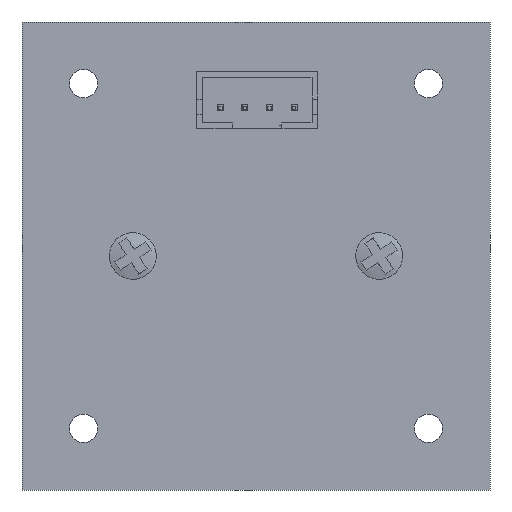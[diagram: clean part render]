
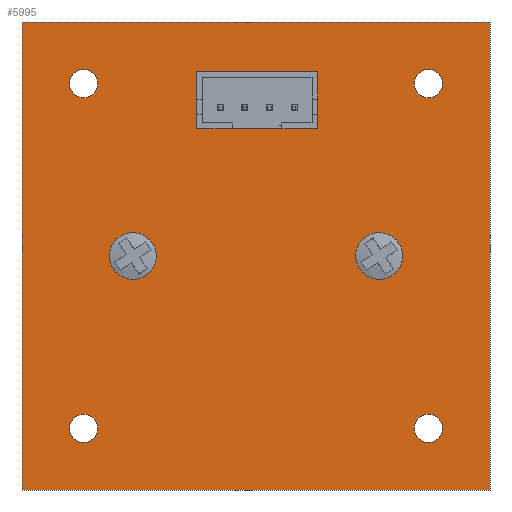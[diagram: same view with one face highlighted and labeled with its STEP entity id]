
A CAD part, front view. The second image highlights one B-rep face of the part: STEP entity #5995.
In plain terms, the highlighted planar face has unit normal (0, -1, 0).
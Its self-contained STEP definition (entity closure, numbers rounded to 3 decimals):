
#83=FACE_BOUND('',#893,.T.);
#84=FACE_BOUND('',#894,.T.);
#85=FACE_BOUND('',#895,.T.);
#86=FACE_BOUND('',#896,.T.);
#87=FACE_BOUND('',#897,.T.);
#88=FACE_BOUND('',#898,.T.);
#111=PLANE('',#6420);
#521=FACE_OUTER_BOUND('',#892,.T.);
#892=EDGE_LOOP('',(#4330,#4331,#4332,#4333));
#893=EDGE_LOOP('',(#4334));
#894=EDGE_LOOP('',(#4335));
#895=EDGE_LOOP('',(#4336));
#896=EDGE_LOOP('',(#4337));
#897=EDGE_LOOP('',(#4338));
#898=EDGE_LOOP('',(#4339));
#1293=LINE('',#9627,#1992);
#1294=LINE('',#9629,#1993);
#1295=LINE('',#9631,#1994);
#1296=LINE('',#9632,#1995);
#1992=VECTOR('',#6955,1000.);
#1993=VECTOR('',#6956,1000.);
#1994=VECTOR('',#6957,1000.);
#1995=VECTOR('',#6958,1000.);
#2671=CIRCLE('',#6380,1.15);
#2673=CIRCLE('',#6383,1.15);
#2675=CIRCLE('',#6386,1.15);
#2677=CIRCLE('',#6389,1.15);
#2688=CIRCLE('',#6406,1.);
#2690=CIRCLE('',#6409,1.);
#2792=VERTEX_POINT('',#8487);
#2794=VERTEX_POINT('',#8493);
#2796=VERTEX_POINT('',#8499);
#2798=VERTEX_POINT('',#8505);
#2820=VERTEX_POINT('',#9573);
#2822=VERTEX_POINT('',#9579);
#2843=VERTEX_POINT('',#9625);
#2844=VERTEX_POINT('',#9626);
#2845=VERTEX_POINT('',#9628);
#2846=VERTEX_POINT('',#9630);
#3365=EDGE_CURVE('',#2792,#2792,#2671,.T.);
#3368=EDGE_CURVE('',#2794,#2794,#2673,.T.);
#3371=EDGE_CURVE('',#2796,#2796,#2675,.T.);
#3374=EDGE_CURVE('',#2798,#2798,#2677,.T.);
#3403=EDGE_CURVE('',#2820,#2820,#2688,.T.);
#3406=EDGE_CURVE('',#2822,#2822,#2690,.T.);
#3427=EDGE_CURVE('',#2843,#2844,#1293,.T.);
#3428=EDGE_CURVE('',#2845,#2843,#1294,.T.);
#3429=EDGE_CURVE('',#2846,#2845,#1295,.T.);
#3430=EDGE_CURVE('',#2844,#2846,#1296,.T.);
#4330=ORIENTED_EDGE('',*,*,#3427,.F.);
#4331=ORIENTED_EDGE('',*,*,#3428,.F.);
#4332=ORIENTED_EDGE('',*,*,#3429,.F.);
#4333=ORIENTED_EDGE('',*,*,#3430,.F.);
#4334=ORIENTED_EDGE('',*,*,#3365,.T.);
#4335=ORIENTED_EDGE('',*,*,#3368,.T.);
#4336=ORIENTED_EDGE('',*,*,#3371,.T.);
#4337=ORIENTED_EDGE('',*,*,#3374,.T.);
#4338=ORIENTED_EDGE('',*,*,#3406,.T.);
#4339=ORIENTED_EDGE('',*,*,#3403,.T.);
#5995=ADVANCED_FACE('',(#521,#83,#84,#85,#86,#87,#88),#111,.F.);
#6380=AXIS2_PLACEMENT_3D('',#8489,#6853,#6854);
#6383=AXIS2_PLACEMENT_3D('',#8495,#6860,#6861);
#6386=AXIS2_PLACEMENT_3D('',#8501,#6867,#6868);
#6389=AXIS2_PLACEMENT_3D('',#8507,#6874,#6875);
#6406=AXIS2_PLACEMENT_3D('',#9575,#6912,#6913);
#6409=AXIS2_PLACEMENT_3D('',#9581,#6919,#6920);
#6420=AXIS2_PLACEMENT_3D('',#9624,#6953,#6954);
#6853=DIRECTION('center_axis',(0.,1.,0.));
#6854=DIRECTION('ref_axis',(-1.,0.,0.));
#6860=DIRECTION('center_axis',(0.,1.,0.));
#6861=DIRECTION('ref_axis',(-1.,0.,0.));
#6867=DIRECTION('center_axis',(0.,1.,0.));
#6868=DIRECTION('ref_axis',(-1.,0.,0.));
#6874=DIRECTION('center_axis',(0.,1.,0.));
#6875=DIRECTION('ref_axis',(-1.,0.,0.));
#6912=DIRECTION('center_axis',(0.,1.,0.));
#6913=DIRECTION('ref_axis',(0.,0.,-1.));
#6919=DIRECTION('center_axis',(0.,1.,0.));
#6920=DIRECTION('ref_axis',(0.,0.,1.));
#6953=DIRECTION('center_axis',(0.,1.,0.));
#6954=DIRECTION('ref_axis',(0.,0.,1.));
#6955=DIRECTION('',(0.,0.,-1.));
#6956=DIRECTION('',(1.,0.,0.));
#6957=DIRECTION('',(0.,0.,1.));
#6958=DIRECTION('',(-1.,0.,0.));
#8487=CARTESIAN_POINT('',(-12.85,-0.75,14.));
#8489=CARTESIAN_POINT('Origin',(-14.,-0.75,14.));
#8493=CARTESIAN_POINT('',(-12.85,-0.75,-14.));
#8495=CARTESIAN_POINT('Origin',(-14.,-0.75,-14.));
#8499=CARTESIAN_POINT('',(15.15,-0.75,14.));
#8501=CARTESIAN_POINT('Origin',(14.,-0.75,14.));
#8505=CARTESIAN_POINT('',(15.15,-0.75,-14.));
#8507=CARTESIAN_POINT('Origin',(14.,-0.75,-14.));
#9573=CARTESIAN_POINT('',(10.,-0.75,1.));
#9575=CARTESIAN_POINT('Origin',(10.,-0.75,0.));
#9579=CARTESIAN_POINT('',(-10.,-0.75,1.));
#9581=CARTESIAN_POINT('Origin',(-10.,-0.75,0.));
#9624=CARTESIAN_POINT('Origin',(0.,-0.75,0.));
#9625=CARTESIAN_POINT('',(19.,-0.75,19.));
#9626=CARTESIAN_POINT('',(19.,-0.75,-19.));
#9627=CARTESIAN_POINT('',(19.,-0.75,-19.));
#9628=CARTESIAN_POINT('',(-19.,-0.75,19.));
#9629=CARTESIAN_POINT('',(-19.,-0.75,19.));
#9630=CARTESIAN_POINT('',(-19.,-0.75,-19.));
#9631=CARTESIAN_POINT('',(-19.,-0.75,-19.));
#9632=CARTESIAN_POINT('',(-19.,-0.75,-19.));
